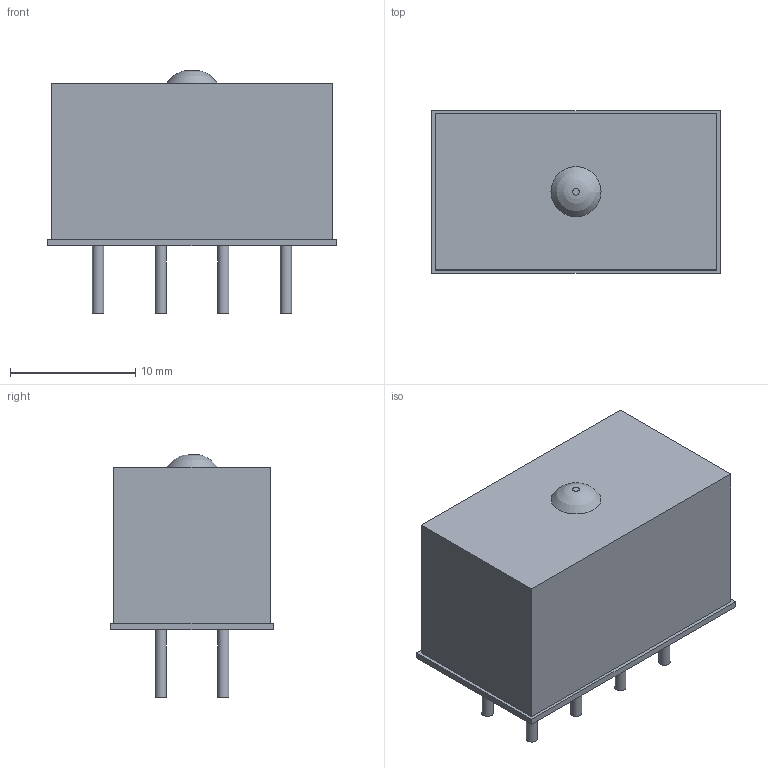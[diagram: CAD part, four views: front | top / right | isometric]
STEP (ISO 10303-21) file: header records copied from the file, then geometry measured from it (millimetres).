
FILE_DESCRIPTION(('STEP AP214'), '1');
FILE_NAME('櫻蠉錪', '2018-11-07T06:26:19', ('user'), (''), 'ASCON STEP Converter 1.3', 'ASCON Math Kernel', '');
FILE_SCHEMA(('AUTOMOTIVE_DESIGN { 1 0 10303 214 3 1 1}'));
Length unit declared in the file: millimetre
Bounding box: 23 x 13 x 19.4 mm (x, y, z)
Volume: 3700.1 mm3; surface area: 1634.9 mm2
Topology: 1 solids, 1 shells, 29 faces, 51 edges, 34 vertices
Faces by surface type: plane 20, cylinder 8, torus 1
Full cylindrical faces by diameter (mm): 0.9 x8
Entity records: 934 total; most frequent: DIRECTION 120, CARTESIAN_POINT 106, ORIENTED_EDGE 84, AXIS2_PLACEMENT_3D 48, EDGE_LOOP 48, EDGE_CURVE 42, VERTEX_POINT 34, COLOUR_RGB 30
